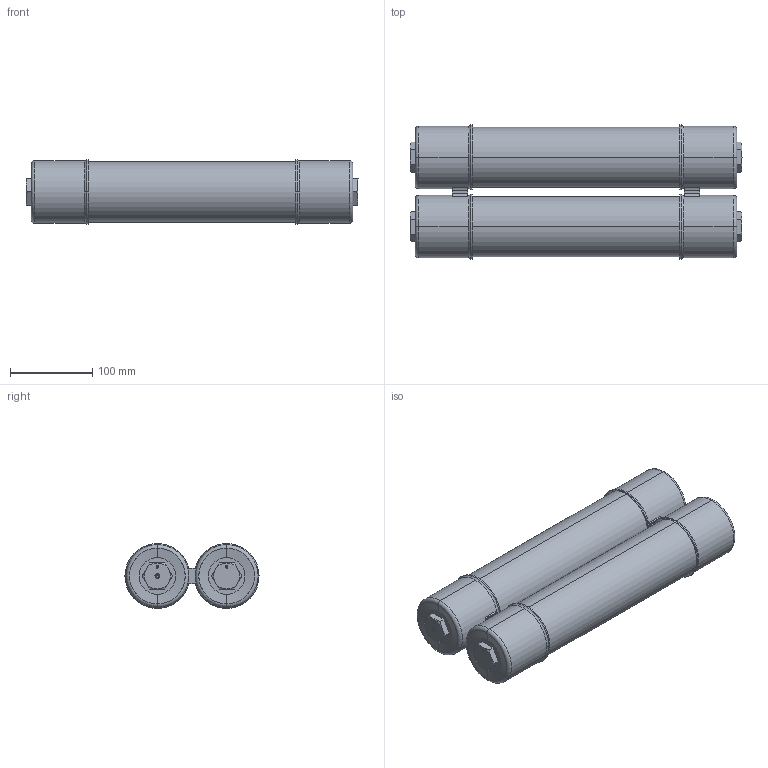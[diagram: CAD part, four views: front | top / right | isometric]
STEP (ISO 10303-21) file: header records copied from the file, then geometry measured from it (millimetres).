
FILE_DESCRIPTION (( 'STEP AP214' ), '1' );
FILE_NAME ('18460.STEP', '2024-05-02T13:14:54', ( '' ), ( '' ), 'SwSTEP 2.0', 'SolidWorks 2021', '' );
FILE_SCHEMA (( 'AUTOMOTIVE_DESIGN' ));
Length unit declared in the file: inch
Products named in the file (1): 18460
Bounding box: 403.35 x 162.86 x 78.74 mm (x, y, z)
Volume: 701463.6 mm3; surface area: 529301.5 mm2
Topology: 29 solids, 29 shells, 721 faces, 1855 edges, 1204 vertices
Faces by surface type: cylinder 259, plane 241, cone 85, torus 66, sphere 46, bspline 24
Entity records: 35009 total; most frequent: CARTESIAN_POINT 7999, ORIENTED_EDGE 3700, DIRECTION 3548, EDGE_CURVE 1850, AXIS2_PLACEMENT_3D 1443, VERTEX_POINT 1206, EDGE_LOOP 766, UNCERTAINTY_MEASURE_WITH_UNIT 752
